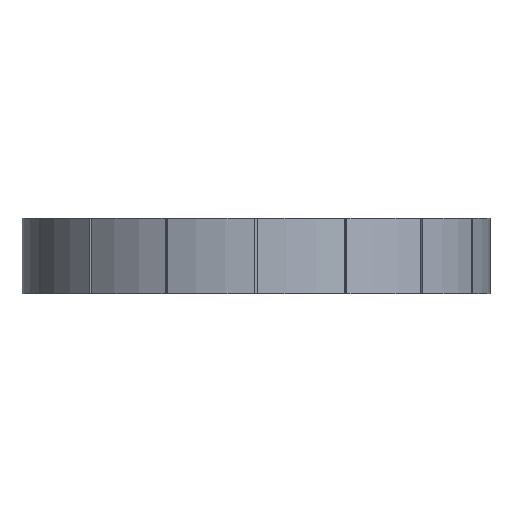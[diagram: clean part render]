
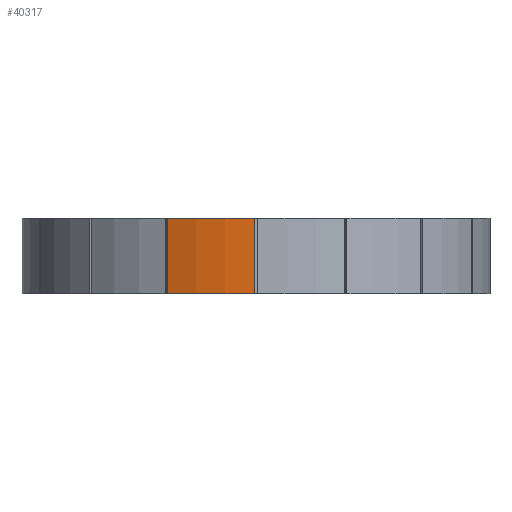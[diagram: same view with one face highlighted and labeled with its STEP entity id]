
A CAD part, left-side view. The second image highlights one B-rep face of the part: STEP entity #40317.
In plain terms, the highlighted cylindrical face has radius 77.5 mm (diameter 155 mm), a partial arc.
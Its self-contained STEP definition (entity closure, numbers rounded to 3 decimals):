
#4157 = DIRECTION ( 'NONE',  ( 1., 0., 0. ) ) ;
#4190 = DIRECTION ( 'NONE',  ( 0., 0., 1. ) ) ;
#6514 = EDGE_CURVE ( 'NONE', #18565, #36445, #23987, .T. ) ;
#6870 = CARTESIAN_POINT ( 'NONE',  ( -71.791, 29.195, 25. ) ) ;
#9601 = AXIS2_PLACEMENT_3D ( 'NONE', #42624, #15706, #32837 ) ;
#11313 = VECTOR ( 'NONE', #4190, 1000. ) ;
#12855 = VERTEX_POINT ( 'NONE', #6870 ) ;
#15706 = DIRECTION ( 'NONE',  ( 0., 0., -1. ) ) ;
#16918 = CIRCLE ( 'NONE', #33065, 77.5 ) ;
#17007 = EDGE_CURVE ( 'NONE', #35146, #18565, #38159, .T. ) ;
#17844 = CARTESIAN_POINT ( 'NONE',  ( 0., 0., 0. ) ) ;
#18565 = VERTEX_POINT ( 'NONE', #22434 ) ;
#18708 = CARTESIAN_POINT ( 'NONE',  ( -77.498, 0.5, 25. ) ) ;
#19720 = VECTOR ( 'NONE', #34066, 1000. ) ;
#21483 = EDGE_CURVE ( 'NONE', #35146, #12855, #25636, .T. ) ;
#22434 = CARTESIAN_POINT ( 'NONE',  ( -77.498, 0.5, 0. ) ) ;
#23987 = LINE ( 'NONE', #30657, #19720 ) ;
#25277 = EDGE_LOOP ( 'NONE', ( #31307, #41669, #39598, #27214 ) ) ;
#25636 = LINE ( 'NONE', #27787, #11313 ) ;
#27214 = ORIENTED_EDGE ( 'NONE', *, *, #33510, .F. ) ;
#27787 = CARTESIAN_POINT ( 'NONE',  ( -71.791, 29.195, 5. ) ) ;
#30542 = AXIS2_PLACEMENT_3D ( 'NONE', #17844, #37944, #4157 ) ;
#30657 = CARTESIAN_POINT ( 'NONE',  ( -77.498, 0.5, 5. ) ) ;
#31307 = ORIENTED_EDGE ( 'NONE', *, *, #21483, .F. ) ;
#32192 = DIRECTION ( 'NONE',  ( -1., 0., 0. ) ) ;
#32837 = DIRECTION ( 'NONE',  ( -1., 0., 0. ) ) ;
#32954 = FACE_OUTER_BOUND ( 'NONE', #25277, .T. ) ;
#33065 = AXIS2_PLACEMENT_3D ( 'NONE', #35336, #42154, #32192 ) ;
#33510 = EDGE_CURVE ( 'NONE', #12855, #36445, #16918, .T. ) ;
#34066 = DIRECTION ( 'NONE',  ( 0., 0., 1. ) ) ;
#35146 = VERTEX_POINT ( 'NONE', #37993 ) ;
#35336 = CARTESIAN_POINT ( 'NONE',  ( 0., 0., 25. ) ) ;
#36445 = VERTEX_POINT ( 'NONE', #18708 ) ;
#37944 = DIRECTION ( 'NONE',  ( 0., 0., 1. ) ) ;
#37993 = CARTESIAN_POINT ( 'NONE',  ( -71.791, 29.195, 0. ) ) ;
#38159 = CIRCLE ( 'NONE', #30542, 77.5 ) ;
#39598 = ORIENTED_EDGE ( 'NONE', *, *, #6514, .T. ) ;
#40317 = ADVANCED_FACE ( 'NONE', ( #32954 ), #43558, .T. ) ;
#41669 = ORIENTED_EDGE ( 'NONE', *, *, #17007, .T. ) ;
#42154 = DIRECTION ( 'NONE',  ( 0., 0., 1. ) ) ;
#42624 = CARTESIAN_POINT ( 'NONE',  ( 0., 0., 5. ) ) ;
#43558 = CYLINDRICAL_SURFACE ( 'NONE', #9601, 77.5 ) ;
